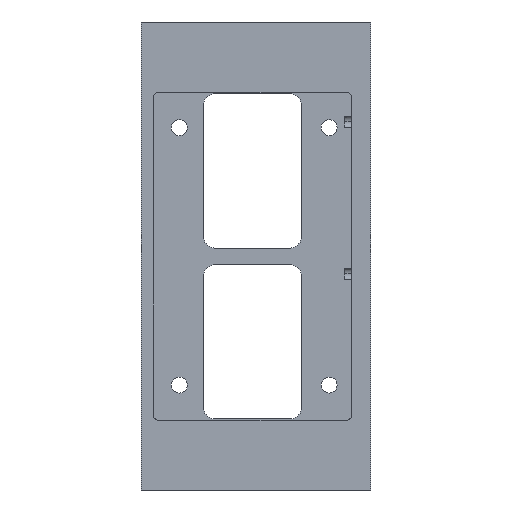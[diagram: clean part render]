
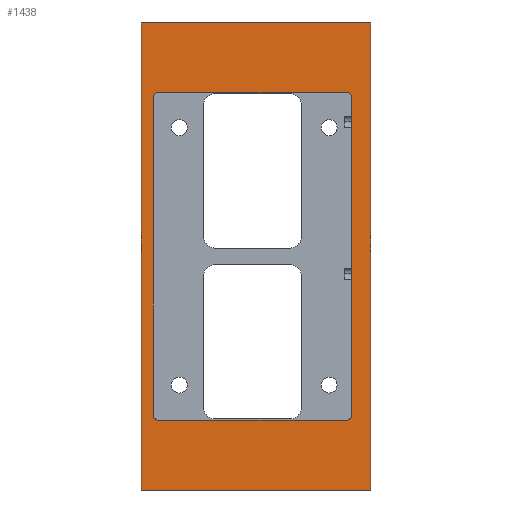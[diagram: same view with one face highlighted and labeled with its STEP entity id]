
A CAD part, left-side view. The second image highlights one B-rep face of the part: STEP entity #1438.
In plain terms, the highlighted planar face has unit normal (-1, 0, 0).
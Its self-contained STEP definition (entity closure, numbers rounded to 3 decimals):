
#716=AXIS2_PLACEMENT_3D('Circle Axis2P3D',#714,#715,$) ;
#764=AXIS2_PLACEMENT_3D('Circle Axis2P3D',#762,#763,$) ;
#812=AXIS2_PLACEMENT_3D('Circle Axis2P3D',#810,#811,$) ;
#860=AXIS2_PLACEMENT_3D('Circle Axis2P3D',#858,#859,$) ;
#1410=AXIS2_PLACEMENT_3D('Plane Axis2P3D',#1407,#1408,#1409) ;
#657=CARTESIAN_POINT('Vertex',(-103.837,-633.735,1043.019)) ;
#660=CARTESIAN_POINT('Line Origine',(-103.837,-633.735,1110.519)) ;
#664=CARTESIAN_POINT('Vertex',(-103.837,-633.735,1178.019)) ;
#714=CARTESIAN_POINT('Axis2P3D Location',(-103.837,-631.235,1178.019)) ;
#718=CARTESIAN_POINT('Vertex',(-103.837,-631.235,1180.519)) ;
#738=CARTESIAN_POINT('Line Origine',(-103.837,-591.235,1180.519)) ;
#742=CARTESIAN_POINT('Vertex',(-103.837,-551.235,1180.519)) ;
#762=CARTESIAN_POINT('Axis2P3D Location',(-103.837,-551.235,1178.019)) ;
#766=CARTESIAN_POINT('Vertex',(-103.837,-548.735,1178.019)) ;
#786=CARTESIAN_POINT('Line Origine',(-103.837,-548.735,1110.519)) ;
#790=CARTESIAN_POINT('Vertex',(-103.837,-548.735,1043.019)) ;
#810=CARTESIAN_POINT('Axis2P3D Location',(-103.837,-551.235,1043.019)) ;
#814=CARTESIAN_POINT('Vertex',(-103.837,-551.235,1040.519)) ;
#834=CARTESIAN_POINT('Line Origine',(-103.837,-591.235,1040.519)) ;
#838=CARTESIAN_POINT('Vertex',(-103.837,-631.235,1040.519)) ;
#858=CARTESIAN_POINT('Axis2P3D Location',(-103.837,-631.235,1043.019)) ;
#1224=CARTESIAN_POINT('Line Origine',(-103.837,-641.734,1110.674)) ;
#1228=CARTESIAN_POINT('Vertex',(-103.837,-641.734,1010.674)) ;
#1230=CARTESIAN_POINT('Vertex',(-103.837,-641.734,1210.674)) ;
#1313=CARTESIAN_POINT('Vertex',(-103.837,-543.734,1210.674)) ;
#1320=CARTESIAN_POINT('Vertex',(-103.837,-543.734,1010.674)) ;
#1323=CARTESIAN_POINT('Line Origine',(-103.837,-543.734,1110.674)) ;
#1407=CARTESIAN_POINT('Axis2P3D Location',(-103.837,-543.734,1210.674)) ;
#1412=CARTESIAN_POINT('Line Origine',(-103.837,-592.734,1210.674)) ;
#1417=CARTESIAN_POINT('Line Origine',(-103.837,-592.734,1010.674)) ;
#661=DIRECTION('Vector Direction',(0.,0.,1.)) ;
#715=DIRECTION('Axis2P3D Direction',(-1.,0.,0.)) ;
#739=DIRECTION('Vector Direction',(0.,-1.,0.)) ;
#763=DIRECTION('Axis2P3D Direction',(-1.,0.,0.)) ;
#787=DIRECTION('Vector Direction',(0.,0.,-1.)) ;
#811=DIRECTION('Axis2P3D Direction',(-1.,0.,0.)) ;
#835=DIRECTION('Vector Direction',(0.,1.,0.)) ;
#859=DIRECTION('Axis2P3D Direction',(-1.,0.,0.)) ;
#1225=DIRECTION('Vector Direction',(0.,0.,-1.)) ;
#1324=DIRECTION('Vector Direction',(0.,0.,-1.)) ;
#1408=DIRECTION('Axis2P3D Direction',(-1.,0.,0.)) ;
#1409=DIRECTION('Axis2P3D XDirection',(0.,0.,-1.)) ;
#1413=DIRECTION('Vector Direction',(0.,-1.,0.)) ;
#1418=DIRECTION('Vector Direction',(0.,-1.,0.)) ;
#662=VECTOR('Line Direction',#661,1.) ;
#740=VECTOR('Line Direction',#739,1.) ;
#788=VECTOR('Line Direction',#787,1.) ;
#836=VECTOR('Line Direction',#835,1.) ;
#1226=VECTOR('Line Direction',#1225,1.) ;
#1325=VECTOR('Line Direction',#1324,1.) ;
#1414=VECTOR('Line Direction',#1413,1.) ;
#1419=VECTOR('Line Direction',#1418,1.) ;
#1423=ORIENTED_EDGE('',*,*,#1232,.T.) ;
#1424=ORIENTED_EDGE('',*,*,#1416,.F.) ;
#1425=ORIENTED_EDGE('',*,*,#1327,.F.) ;
#1426=ORIENTED_EDGE('',*,*,#1421,.T.) ;
#1429=ORIENTED_EDGE('',*,*,#720,.F.) ;
#1430=ORIENTED_EDGE('',*,*,#666,.F.) ;
#1431=ORIENTED_EDGE('',*,*,#862,.F.) ;
#1432=ORIENTED_EDGE('',*,*,#840,.F.) ;
#1433=ORIENTED_EDGE('',*,*,#816,.F.) ;
#1434=ORIENTED_EDGE('',*,*,#792,.F.) ;
#1435=ORIENTED_EDGE('',*,*,#768,.F.) ;
#1436=ORIENTED_EDGE('',*,*,#744,.F.) ;
#1437=FACE_BOUND('',#1428,.T.) ;
#1438=ADVANCED_FACE('PartBody',(#1427,#1437),#1411,.T.) ;
#717=CIRCLE('generated circle',#716,2.5) ;
#765=CIRCLE('generated circle',#764,2.5) ;
#813=CIRCLE('generated circle',#812,2.5) ;
#861=CIRCLE('generated circle',#860,2.5) ;
#666=EDGE_CURVE('',#658,#665,#663,.T.) ;
#720=EDGE_CURVE('',#665,#719,#717,.T.) ;
#744=EDGE_CURVE('',#719,#743,#741,.F.) ;
#768=EDGE_CURVE('',#743,#767,#765,.T.) ;
#792=EDGE_CURVE('',#767,#791,#789,.T.) ;
#816=EDGE_CURVE('',#791,#815,#813,.T.) ;
#840=EDGE_CURVE('',#815,#839,#837,.F.) ;
#862=EDGE_CURVE('',#839,#658,#861,.T.) ;
#1232=EDGE_CURVE('',#1229,#1231,#1227,.F.) ;
#1327=EDGE_CURVE('',#1321,#1314,#1326,.F.) ;
#1416=EDGE_CURVE('',#1314,#1231,#1415,.T.) ;
#1421=EDGE_CURVE('',#1321,#1229,#1420,.T.) ;
#1422=EDGE_LOOP('',(#1423,#1424,#1425,#1426)) ;
#1428=EDGE_LOOP('',(#1429,#1430,#1431,#1432,#1433,#1434,#1435,#1436)) ;
#1427=FACE_OUTER_BOUND('',#1422,.T.) ;
#663=LINE('Line',#660,#662) ;
#741=LINE('Line',#738,#740) ;
#789=LINE('Line',#786,#788) ;
#837=LINE('Line',#834,#836) ;
#1227=LINE('Line',#1224,#1226) ;
#1326=LINE('Line',#1323,#1325) ;
#1415=LINE('Line',#1412,#1414) ;
#1420=LINE('Line',#1417,#1419) ;
#1411=PLANE('',#1410) ;
#658=VERTEX_POINT('',#657) ;
#665=VERTEX_POINT('',#664) ;
#719=VERTEX_POINT('',#718) ;
#743=VERTEX_POINT('',#742) ;
#767=VERTEX_POINT('',#766) ;
#791=VERTEX_POINT('',#790) ;
#815=VERTEX_POINT('',#814) ;
#839=VERTEX_POINT('',#838) ;
#1229=VERTEX_POINT('',#1228) ;
#1231=VERTEX_POINT('',#1230) ;
#1314=VERTEX_POINT('',#1313) ;
#1321=VERTEX_POINT('',#1320) ;
